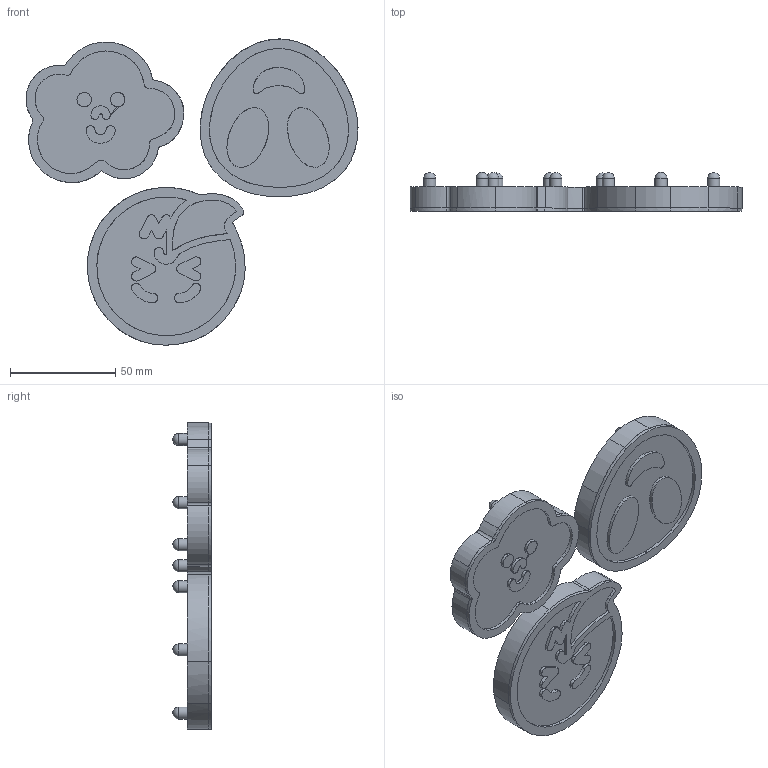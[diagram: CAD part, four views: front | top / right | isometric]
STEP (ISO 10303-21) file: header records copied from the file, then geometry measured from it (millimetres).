
FILE_DESCRIPTION(/* description */ (''),/* implementation_level */ '2;1');
FILE_NAME(/* name */ 'Emojis-sick-cloud-alien.step',/* time_stamp */ '2024-01-12T16:46:33+01:00',/* author */ (''),/* organization */ (''),/* preprocessor_version */ 'ST-DEVELOPER v20',/* originating_system */ 'Autodesk Translation Framework v12.14.0.127',/* authorisation */ '');
FILE_SCHEMA (('AUTOMOTIVE_DESIGN { 1 0 10303 214 3 1 1 }'));
Length unit declared in the file: millimetre
Products named in the file (1): Emojis
Bounding box: 157.8 x 18.4 x 145.53 mm (x, y, z)
Volume: 105262.5 mm3; surface area: 47307.2 mm2
Topology: 3 solids, 4 shells, 372 faces, 1008 edges, 666 vertices
Faces by surface type: bspline 278, plane 58, cylinder 20, sphere 16
Full cylindrical faces by diameter (mm): 2.7 x4, 5.7 x4, 5.8 x8, 25 x3, 28 x1
Entity records: 12521 total; most frequent: CARTESIAN_POINT 5914, ORIENTED_EDGE 1992, EDGE_CURVE 996, VERTEX_POINT 666, DIRECTION 664, EDGE_LOOP 407, FACE_OUTER_BOUND 372, ADVANCED_FACE 372
